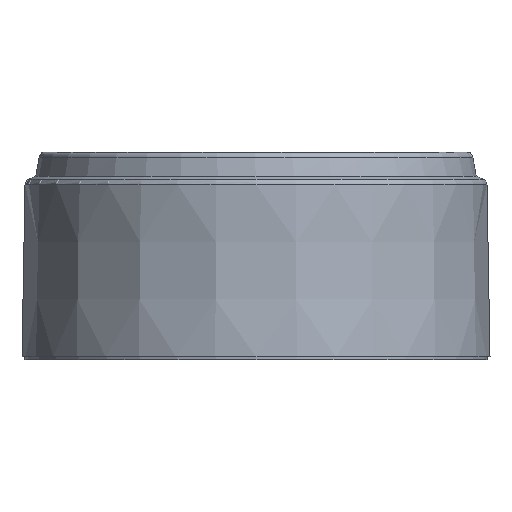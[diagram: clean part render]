
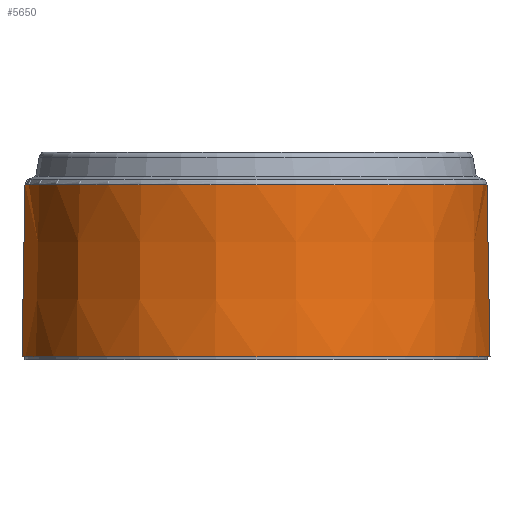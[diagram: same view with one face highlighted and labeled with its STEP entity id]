
A CAD part, left-side view. The second image highlights one B-rep face of the part: STEP entity #5650.
In plain terms, the highlighted conical face has half-angle 1 degrees and reference radius 19.37 mm.
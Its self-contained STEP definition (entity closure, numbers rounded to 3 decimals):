
#409=CARTESIAN_POINT('',(-31.,0.,0.25));
#410=DIRECTION('',(0.,0.,1.));
#411=DIRECTION('',(0.,1.,0.));
#412=AXIS2_PLACEMENT_3D('',#409,#410,#411);
#414=CARTESIAN_POINT('',(-31.,0.,0.25));
#415=DIRECTION('',(0.,0.,1.));
#416=DIRECTION('',(-1.,0.,0.));
#417=AXIS2_PLACEMENT_3D('',#414,#415,#416);
#449=DIRECTION('',(0.,-0.017,-1.));
#450=VECTOR('',#449,14.335);
#451=CARTESIAN_POINT('',(-31.,-19.245,14.583));
#452=LINE('',#451,#450);
#453=DIRECTION('',(0.,-0.017,1.));
#454=VECTOR('',#453,14.335);
#455=CARTESIAN_POINT('',(-31.,19.496,0.25));
#456=LINE('',#455,#454);
#457=CARTESIAN_POINT('',(-31.,0.,14.583));
#458=DIRECTION('',(0.,0.,-1.));
#459=DIRECTION('',(0.,-1.,0.));
#460=AXIS2_PLACEMENT_3D('',#457,#458,#459);
#462=CARTESIAN_POINT('',(-31.,0.,14.583));
#463=DIRECTION('',(0.,0.,-1.));
#464=DIRECTION('',(-1.,0.,0.));
#465=AXIS2_PLACEMENT_3D('',#462,#463,#464);
#467=CARTESIAN_POINT('',(-31.,0.,14.583));
#468=DIRECTION('',(0.,0.,-1.));
#469=DIRECTION('',(-0.008,1.,0.));
#470=AXIS2_PLACEMENT_3D('',#467,#468,#469);
#4588=CARTESIAN_POINT('',(-31.,19.496,0.25));
#4589=CARTESIAN_POINT('',(-50.496,0.,0.25));
#4590=VERTEX_POINT('',#4588);
#4591=VERTEX_POINT('',#4589);
#4592=CARTESIAN_POINT('',(-31.,-19.496,
0.25));
#4593=VERTEX_POINT('',#4592);
#4600=CARTESIAN_POINT('',(-31.16,19.245,14.583));
#4601=CARTESIAN_POINT('',(-31.,19.245,14.583));
#4602=VERTEX_POINT('',#4600);
#4603=VERTEX_POINT('',#4601);
#4604=CARTESIAN_POINT('',(-50.245,0.,14.583));
#4605=VERTEX_POINT('',#4604);
#4606=CARTESIAN_POINT('',(-31.,-19.245,
14.583));
#4607=VERTEX_POINT('',#4606);
#5631=CARTESIAN_POINT('',(-31.,0.,7.417));
#5632=DIRECTION('',(0.,0.,-1.));
#5633=DIRECTION('',(-1.,0.,0.));
#5634=AXIS2_PLACEMENT_3D('',#5631,#5632,#5633);
#5635=CONICAL_SURFACE('',#5634,19.371,1.);
#5637=ORIENTED_EDGE('',*,*,#5636,.F.);
#5639=ORIENTED_EDGE('',*,*,#5638,.F.);
#5641=ORIENTED_EDGE('',*,*,#5640,.F.);
#5643=ORIENTED_EDGE('',*,*,#5642,.T.);
#5644=ORIENTED_EDGE('',*,*,#5610,.F.);
#5645=ORIENTED_EDGE('',*,*,#5608,.F.);
#5647=ORIENTED_EDGE('',*,*,#5646,.T.);
#5648=EDGE_LOOP('',(#5637,#5639,#5641,#5643,#5644,#5645,#5647));
#5649=FACE_OUTER_BOUND('',#5648,.F.);
#413=CIRCLE('',#412,19.496);
#418=CIRCLE('',#417,19.496);
#461=CIRCLE('',#460,19.245);
#466=CIRCLE('',#465,19.245);
#471=CIRCLE('',#470,19.245);
#5608=EDGE_CURVE('',#4590,#4591,#413,.T.);
#5610=EDGE_CURVE('',#4591,#4593,#418,.T.);
#5636=EDGE_CURVE('',#4602,#4603,#471,.T.);
#5638=EDGE_CURVE('',#4605,#4602,#466,.T.);
#5640=EDGE_CURVE('',#4607,#4605,#461,.T.);
#5642=EDGE_CURVE('',#4607,#4593,#452,.T.);
#5646=EDGE_CURVE('',#4590,#4603,#456,.T.);
#5650=ADVANCED_FACE('',(#5649),#5635,.T.);
